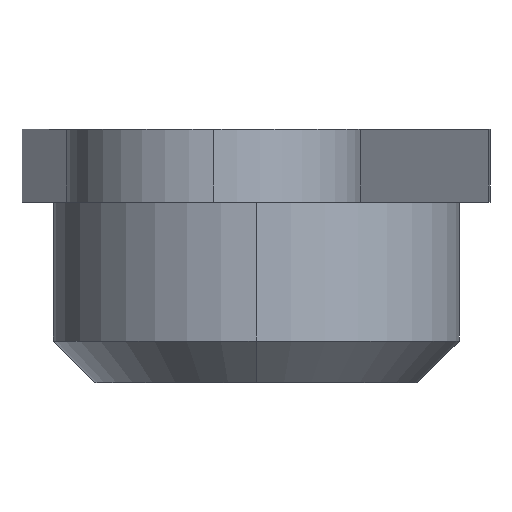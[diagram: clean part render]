
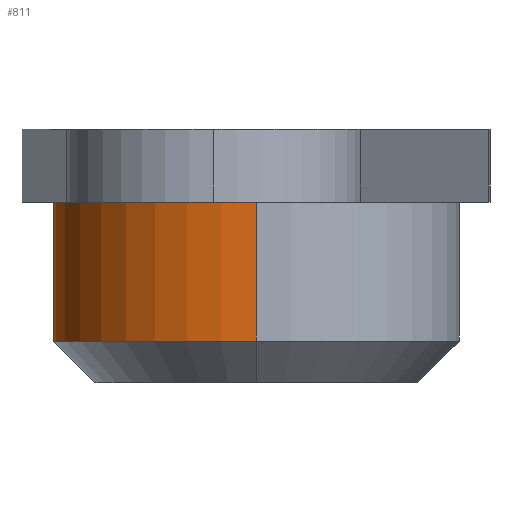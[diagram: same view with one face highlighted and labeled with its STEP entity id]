
A CAD part, left-side view. The second image highlights one B-rep face of the part: STEP entity #811.
In plain terms, the highlighted cylindrical face has radius 5.85 mm (diameter 11.7 mm), a partial arc.
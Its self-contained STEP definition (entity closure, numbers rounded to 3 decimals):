
#79 = VERTEX_POINT ( 'NONE', #652 ) ;
#94 = DIRECTION ( 'NONE',  ( 1., 0., 0. ) ) ;
#128 = CIRCLE ( 'NONE', #677, 5.85 ) ;
#141 = FACE_OUTER_BOUND ( 'NONE', #360, .T. ) ;
#146 = EDGE_CURVE ( 'NONE', #341, #245, #909, .T. ) ;
#154 = EDGE_CURVE ( 'NONE', #322, #245, #1074, .T. ) ;
#165 = ORIENTED_EDGE ( 'NONE', *, *, #687, .T. ) ;
#178 = DIRECTION ( 'NONE',  ( 0., 0., 1. ) ) ;
#245 = VERTEX_POINT ( 'NONE', #523 ) ;
#309 = DIRECTION ( 'NONE',  ( 0., 0., 1. ) ) ;
#322 = VERTEX_POINT ( 'NONE', #445 ) ;
#341 = VERTEX_POINT ( 'NONE', #866 ) ;
#346 = CARTESIAN_POINT ( 'NONE',  ( 30.476, -1.217, -4. ) ) ;
#360 = EDGE_LOOP ( 'NONE', ( #165, #1056, #461, #1038 ) ) ;
#430 = DIRECTION ( 'NONE',  ( 0., 0., 1. ) ) ;
#445 = CARTESIAN_POINT ( 'NONE',  ( 36.326, -1.217, -4. ) ) ;
#457 = VECTOR ( 'NONE', #178, 1000. ) ;
#461 = ORIENTED_EDGE ( 'NONE', *, *, #146, .T. ) ;
#492 = VECTOR ( 'NONE', #309, 1000. ) ;
#497 = AXIS2_PLACEMENT_3D ( 'NONE', #1068, #739, #824 ) ;
#504 = DIRECTION ( 'NONE',  ( -1., 0., 0. ) ) ;
#523 = CARTESIAN_POINT ( 'NONE',  ( 36.326, -1.217, 0. ) ) ;
#593 = CARTESIAN_POINT ( 'NONE',  ( 36.326, -1.217, -5.2 ) ) ;
#604 = DIRECTION ( 'NONE',  ( 0., 0., 1. ) ) ;
#652 = CARTESIAN_POINT ( 'NONE',  ( 24.626, -1.217, -4. ) ) ;
#677 = AXIS2_PLACEMENT_3D ( 'NONE', #346, #430, #504 ) ;
#687 = EDGE_CURVE ( 'NONE', #322, #79, #128, .T. ) ;
#739 = DIRECTION ( 'NONE',  ( 0., 0., -1. ) ) ;
#754 = CYLINDRICAL_SURFACE ( 'NONE', #826, 5.85 ) ;
#759 = LINE ( 'NONE', #1076, #492 ) ;
#811 = ADVANCED_FACE ( 'NONE', ( #141 ), #754, .T. ) ;
#824 = DIRECTION ( 'NONE',  ( 1., 0., 0. ) ) ;
#826 = AXIS2_PLACEMENT_3D ( 'NONE', #943, #604, #94 ) ;
#866 = CARTESIAN_POINT ( 'NONE',  ( 24.626, -1.217, 0. ) ) ;
#909 = CIRCLE ( 'NONE', #497, 5.85 ) ;
#943 = CARTESIAN_POINT ( 'NONE',  ( 30.476, -1.217, -5.2 ) ) ;
#1014 = EDGE_CURVE ( 'NONE', #79, #341, #759, .T. ) ;
#1038 = ORIENTED_EDGE ( 'NONE', *, *, #154, .F. ) ;
#1056 = ORIENTED_EDGE ( 'NONE', *, *, #1014, .T. ) ;
#1068 = CARTESIAN_POINT ( 'NONE',  ( 30.476, -1.217, 0. ) ) ;
#1074 = LINE ( 'NONE', #593, #457 ) ;
#1076 = CARTESIAN_POINT ( 'NONE',  ( 24.626, -1.217, -5.2 ) ) ;
